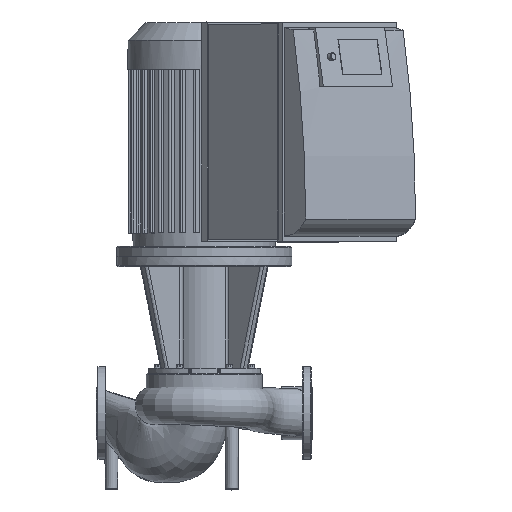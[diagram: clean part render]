
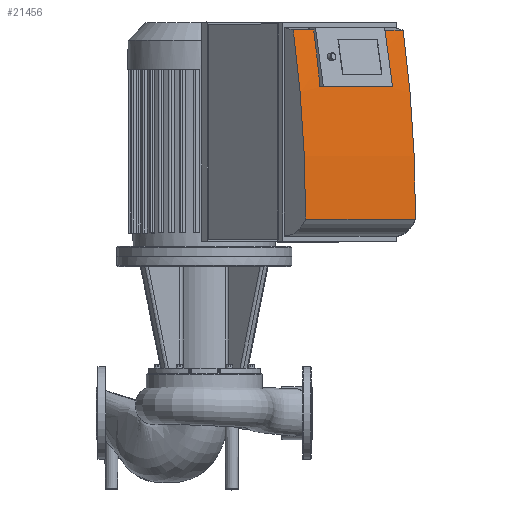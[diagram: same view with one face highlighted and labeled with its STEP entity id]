
A CAD part, top view. The second image highlights one B-rep face of the part: STEP entity #21456.
In plain terms, the highlighted cylindrical face has radius 2048.51 mm (diameter 4097.02 mm), a partial arc.
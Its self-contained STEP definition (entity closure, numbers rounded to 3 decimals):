
#848=CYLINDRICAL_SURFACE($,#23599,2048.512);
#2090=FACE_OUTER_BOUND($,#3558,.T.);
#3558=EDGE_LOOP($,(#19232,#19233,#19234,#19235,#19236,#19237,#19238,#19239));
#5395=LINE($,#57322,#7265);
#5407=LINE($,#57350,#7277);
#5412=LINE($,#57359,#7282);
#5414=LINE($,#57369,#7284);
#7265=VECTOR($,#29579,195.);
#7277=VECTOR($,#29605,57.5);
#7282=VECTOR($,#29612,57.5);
#7284=VECTOR($,#29624,310.);
#8243=CIRCLE($,#23589,2048.512);
#8244=CIRCLE($,#23593,2048.512);
#8246=CIRCLE($,#23598,2048.512);
#8247=CIRCLE($,#23600,2048.512);
#10207=VERTEX_POINT($,#57320);
#10208=VERTEX_POINT($,#57321);
#10211=VERTEX_POINT($,#57329);
#10216=VERTEX_POINT($,#57345);
#10217=VERTEX_POINT($,#57349);
#10220=VERTEX_POINT($,#57357);
#10222=VERTEX_POINT($,#57362);
#10223=VERTEX_POINT($,#57367);
#13212=EDGE_CURVE($,#10207,#10208,#5395,.T.);
#13216=EDGE_CURVE($,#10211,#10207,#8243,.T.);
#13224=EDGE_CURVE($,#10208,#10216,#8244,.T.);
#13226=EDGE_CURVE($,#10217,#10211,#5407,.T.);
#13231=EDGE_CURVE($,#10216,#10220,#5412,.T.);
#13234=EDGE_CURVE($,#10222,#10217,#8246,.T.);
#13235=EDGE_CURVE($,#10220,#10223,#8247,.T.);
#13236=EDGE_CURVE($,#10222,#10223,#5414,.T.);
#19232=ORIENTED_EDGE($,*,*,#13224,.T.);
#19233=ORIENTED_EDGE($,*,*,#13231,.T.);
#19234=ORIENTED_EDGE($,*,*,#13235,.T.);
#19235=ORIENTED_EDGE($,*,*,#13236,.F.);
#19236=ORIENTED_EDGE($,*,*,#13234,.T.);
#19237=ORIENTED_EDGE($,*,*,#13226,.T.);
#19238=ORIENTED_EDGE($,*,*,#13216,.T.);
#19239=ORIENTED_EDGE($,*,*,#13212,.T.);
#21456=ADVANCED_FACE($,(#2090),#848,.T.);
#23589=AXIS2_PLACEMENT_3D($,#57330,#29585,#29586);
#23593=AXIS2_PLACEMENT_3D($,#57346,#29600,#29601);
#23598=AXIS2_PLACEMENT_3D($,#57365,#29618,#29619);
#23599=AXIS2_PLACEMENT_3D($,#57366,#29620,#29621);
#23600=AXIS2_PLACEMENT_3D($,#57368,#29622,#29623);
#29579=DIRECTION($,(-0.707,0.,0.707));
#29585=DIRECTION('center_axis',(0.707,0.,-0.707));
#29586=DIRECTION('ref_axis',(0.707,0.,0.707));
#29600=DIRECTION('center_axis',(-0.707,0.,0.707));
#29601=DIRECTION('ref_axis',(0.707,0.,0.707));
#29605=DIRECTION($,(-0.707,0.,0.707));
#29612=DIRECTION($,(-0.707,0.,0.707));
#29618=DIRECTION('center_axis',(-0.707,0.,0.707));
#29619=DIRECTION('ref_axis',(0.707,0.,0.707));
#29620=DIRECTION('center_axis',(-0.707,0.,0.707));
#29621=DIRECTION('ref_axis',(0.707,0.,0.707));
#29622=DIRECTION('center_axis',(0.707,0.,-0.707));
#29623=DIRECTION('ref_axis',(0.707,0.,0.707));
#29624=DIRECTION($,(-0.707,0.,0.707));
#57320=CARTESIAN_POINT('',(583.681,650.128,430.795));
#57321=CARTESIAN_POINT('',(445.795,650.128,568.681));
#57322=CARTESIAN_POINT($,(514.738,650.128,499.738));
#57329=CARTESIAN_POINT('',(571.028,763.,418.142));
#57330=CARTESIAN_POINT('Origin',(-852.74,385.944,-1005.626));
#57345=CARTESIAN_POINT('',(433.142,763.,556.028));
#57346=CARTESIAN_POINT('Origin',(-990.626,385.944,-867.74));
#57349=CARTESIAN_POINT('',(611.687,763.,377.484));
#57350=CARTESIAN_POINT($,(502.085,763.,487.085));
#57357=CARTESIAN_POINT('',(392.484,763.,596.687));
#57359=CARTESIAN_POINT($,(502.085,763.,487.085));
#57362=CARTESIAN_POINT('',(636.436,385.944,402.233));
#57365=CARTESIAN_POINT('Origin',(-812.081,385.944,-1046.284));
#57366=CARTESIAN_POINT('Origin',(-921.683,385.944,-936.683));
#57367=CARTESIAN_POINT('',(417.233,385.944,621.436));
#57368=CARTESIAN_POINT('Origin',(-1031.284,385.944,-827.081));
#57369=CARTESIAN_POINT($,(526.834,385.944,511.834));
